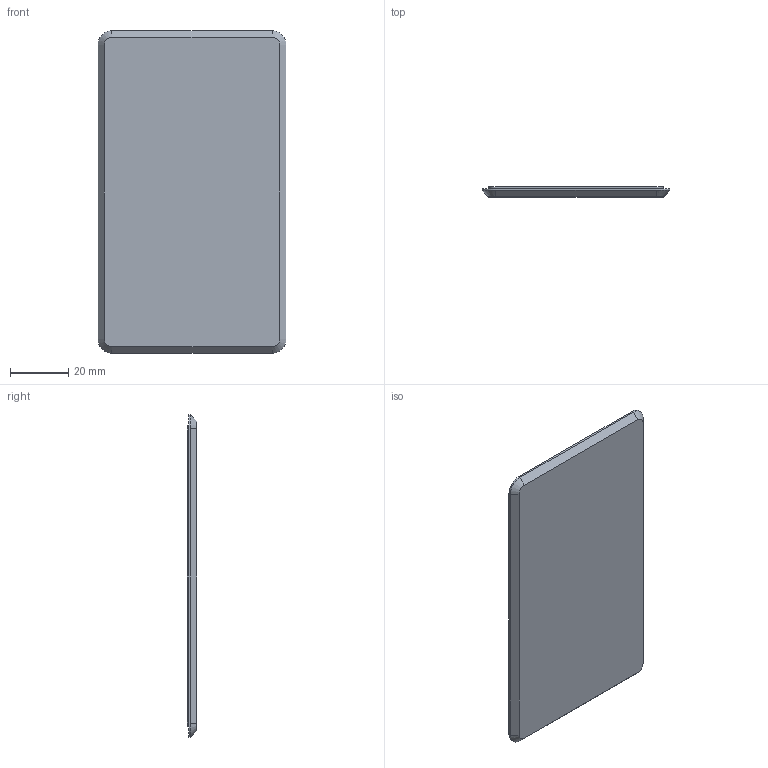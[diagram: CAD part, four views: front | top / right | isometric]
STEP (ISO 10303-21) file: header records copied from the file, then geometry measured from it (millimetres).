
FILE_DESCRIPTION(/* description */ (''),/* implementation_level */ '2;1');
FILE_NAME(/* name */ '2004745-exact-PANEL, INDICATOR EL.step',/* time_stamp */ '2019-07-05T07:47:39-05:00',/* author */ (''),/* organization */ (''),/* preprocessor_version */ 'ST-DEVELOPER v18',/* originating_system */ 'Autodesk Translation Framework v8.2.0.1029',/* authorisation */ '');
FILE_SCHEMA (('AUTOMOTIVE_DESIGN { 1 0 10303 214 3 1 1 }'));
Length unit declared in the file: inch
Products named in the file (2): 2004745-exact-PANEL, INDICATOR EL; 2004745
Assembly tree (1 placements, depth 2):
  2004745-exact-PANEL, INDICATOR EL
    2004745
Bounding box: 64.52 x 3.4 x 110.69 mm (x, y, z)
Volume: 22861.3 mm3; surface area: 14958.6 mm2
Topology: 1 solids, 1 shells, 27 faces, 64 edges, 40 vertices
Faces by surface type: plane 15, cylinder 8, cone 4
Entity records: 845 total; most frequent: DIRECTION 146, CARTESIAN_POINT 135, ORIENTED_EDGE 128, EDGE_CURVE 64, AXIS2_PLACEMENT_3D 51, LINE 44, VECTOR 44, VERTEX_POINT 40
